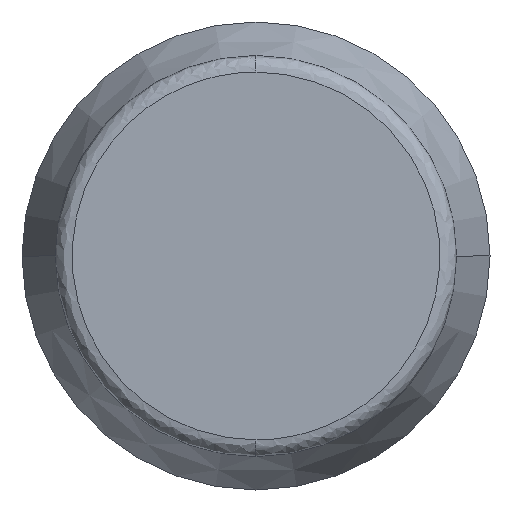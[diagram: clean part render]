
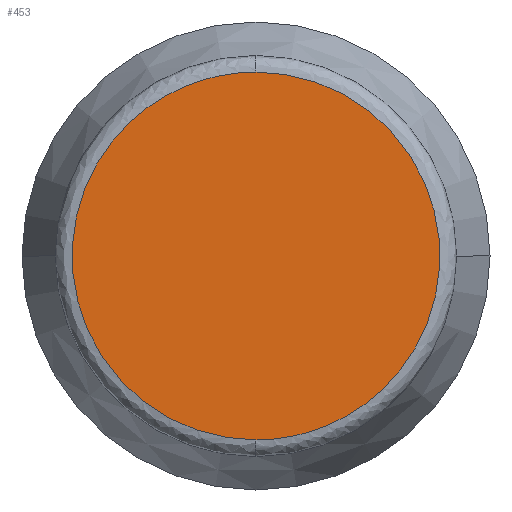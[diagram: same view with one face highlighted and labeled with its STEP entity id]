
A CAD part, front view. The second image highlights one B-rep face of the part: STEP entity #453.
In plain terms, the highlighted planar face has unit normal (0, -1, 0).
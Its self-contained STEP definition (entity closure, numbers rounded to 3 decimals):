
#12 = EDGE_CURVE ( 'NONE', #630, #628, #433, .T. ) ;
#31 = AXIS2_PLACEMENT_3D ( 'NONE', #262, #252, #251 ) ;
#59 = EDGE_CURVE ( 'NONE', #628, #630, #435, .T. ) ;
#148 = CARTESIAN_POINT ( 'NONE',  ( -11., 0., -5.5 ) ) ;
#153 = CARTESIAN_POINT ( 'NONE',  ( 0., 0., -5.5 ) ) ;
#168 = CARTESIAN_POINT ( 'NONE',  ( 0., 0., 5.5 ) ) ;
#169 = CARTESIAN_POINT ( 'NONE',  ( -11., 0., 5.5 ) ) ;
#197 = CARTESIAN_POINT ( 'NONE',  ( 0., 0., -5.5 ) ) ;
#202 = CARTESIAN_POINT ( 'NONE',  ( 0., 0., 5.5 ) ) ;
#251 = DIRECTION ( 'NONE',  ( 0., 0., -1. ) ) ;
#252 = DIRECTION ( 'NONE',  ( 0., -1., 0. ) ) ;
#262 = CARTESIAN_POINT ( 'NONE',  ( -5.566, 0., 5.566 ) ) ;
#264 = PLANE ( 'NONE',  #31 ) ;
#373 = CARTESIAN_POINT ( 'NONE',  ( 0., 0., -5.5 ) ) ;
#374 = CARTESIAN_POINT ( 'NONE',  ( 11., 0., -5.5 ) ) ;
#380 = CARTESIAN_POINT ( 'NONE',  ( 0., 0., 5.5 ) ) ;
#404 = CARTESIAN_POINT ( 'NONE',  ( 11., 0., 5.5 ) ) ;
#433 =( BOUNDED_CURVE ( )  B_SPLINE_CURVE ( 3, ( #153, #148, #169, #168 ),
 .UNSPECIFIED., .F., .T. ) 
 B_SPLINE_CURVE_WITH_KNOTS ( ( 4, 4 ),
 ( 0., 1. ),
 .UNSPECIFIED. ) 
 CURVE ( )  GEOMETRIC_REPRESENTATION_ITEM ( )  RATIONAL_B_SPLINE_CURVE ( ( 0.957, 0.319, 0.319, 0.957 ) ) 
 REPRESENTATION_ITEM ( '' )  );
#435 =( BOUNDED_CURVE ( )  B_SPLINE_CURVE ( 3, ( #380, #404, #374, #373 ),
 .UNSPECIFIED., .F., .T. ) 
 B_SPLINE_CURVE_WITH_KNOTS ( ( 4, 4 ),
 ( 0., 1. ),
 .UNSPECIFIED. ) 
 CURVE ( )  GEOMETRIC_REPRESENTATION_ITEM ( )  RATIONAL_B_SPLINE_CURVE ( ( 0.957, 0.319, 0.319, 0.957 ) ) 
 REPRESENTATION_ITEM ( '' )  );
#453 = ADVANCED_FACE ( 'NONE', ( #471 ), #264, .T. ) ;
#471 = FACE_OUTER_BOUND ( 'NONE', #617, .T. ) ;
#556 = ORIENTED_EDGE ( 'NONE', *, *, #59, .F. ) ;
#566 = ORIENTED_EDGE ( 'NONE', *, *, #12, .F. ) ;
#617 = EDGE_LOOP ( 'NONE', ( #556, #566 ) ) ;
#628 = VERTEX_POINT ( 'NONE', #202 ) ;
#630 = VERTEX_POINT ( 'NONE', #197 ) ;
